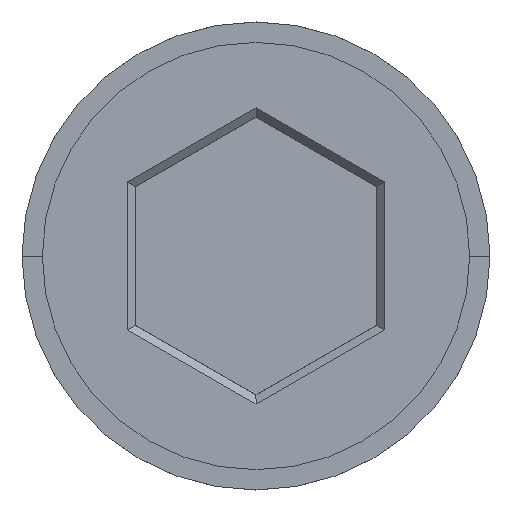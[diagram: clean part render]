
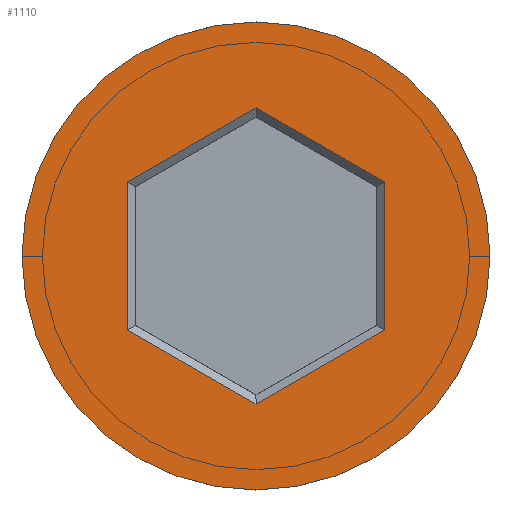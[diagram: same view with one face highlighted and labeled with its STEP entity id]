
A CAD part, top view. The second image highlights one B-rep face of the part: STEP entity #1110.
In plain terms, the highlighted planar face has unit normal (0, 0, 1).
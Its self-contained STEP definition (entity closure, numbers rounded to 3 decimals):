
#18 = DIRECTION ( 'NONE',  ( 0., 0., 1. ) ) ;
#29 = CARTESIAN_POINT ( 'NONE',  ( 3.15, -1.819, 0. ) ) ;
#49 = VERTEX_POINT ( 'NONE', #244 ) ;
#87 = ORIENTED_EDGE ( 'NONE', *, *, #1376, .T. ) ;
#94 = LINE ( 'NONE', #580, #1125 ) ;
#98 = DIRECTION ( 'NONE',  ( -0.866, -0.5, 0. ) ) ;
#138 = CARTESIAN_POINT ( 'NONE',  ( 0., 0., 0. ) ) ;
#139 = VERTEX_POINT ( 'NONE', #1248 ) ;
#144 = CARTESIAN_POINT ( 'NONE',  ( -3.15, 1.819, 0. ) ) ;
#145 = ORIENTED_EDGE ( 'NONE', *, *, #930, .T. ) ;
#173 = DIRECTION ( 'NONE',  ( 0., 0., 1. ) ) ;
#180 = VECTOR ( 'NONE', #1191, 1000. ) ;
#182 = CIRCLE ( 'NONE', #983, 5.75 ) ;
#200 = LINE ( 'NONE', #540, #905 ) ;
#204 = CARTESIAN_POINT ( 'NONE',  ( 0., 0., 0. ) ) ;
#207 = CARTESIAN_POINT ( 'NONE',  ( 3.15, 1.819, 0. ) ) ;
#214 = EDGE_CURVE ( 'NONE', #593, #578, #94, .T. ) ;
#244 = CARTESIAN_POINT ( 'NONE',  ( 5.75, 0., 0. ) ) ;
#279 = EDGE_CURVE ( 'NONE', #139, #49, #182, .T. ) ;
#364 = CIRCLE ( 'NONE', #448, 5.75 ) ;
#371 = EDGE_CURVE ( 'NONE', #520, #617, #200, .T. ) ;
#385 = VECTOR ( 'NONE', #1158, 1000. ) ;
#397 = CARTESIAN_POINT ( 'NONE',  ( 3.05, 1.876, 0. ) ) ;
#403 = DIRECTION ( 'NONE',  ( -0.866, 0.5, 0. ) ) ;
#448 = AXIS2_PLACEMENT_3D ( 'NONE', #204, #832, #740 ) ;
#462 = DIRECTION ( 'NONE',  ( 1., 0., 0. ) ) ;
#483 = PLANE ( 'NONE',  #845 ) ;
#489 = ORIENTED_EDGE ( 'NONE', *, *, #1397, .T. ) ;
#500 = EDGE_CURVE ( 'NONE', #617, #593, #627, .T. ) ;
#520 = VERTEX_POINT ( 'NONE', #29 ) ;
#540 = CARTESIAN_POINT ( 'NONE',  ( 0.1, -3.58, 0. ) ) ;
#578 = VERTEX_POINT ( 'NONE', #144 ) ;
#580 = CARTESIAN_POINT ( 'NONE',  ( -3.15, 1.703, 0. ) ) ;
#593 = VERTEX_POINT ( 'NONE', #902 ) ;
#617 = VERTEX_POINT ( 'NONE', #1035 ) ;
#627 = LINE ( 'NONE', #691, #1015 ) ;
#669 = FACE_BOUND ( 'NONE', #1434, .T. ) ;
#691 = CARTESIAN_POINT ( 'NONE',  ( -3.05, -1.876, 0. ) ) ;
#705 = VECTOR ( 'NONE', #1011, 1000. ) ;
#710 = CARTESIAN_POINT ( 'NONE',  ( 0., 0., 0. ) ) ;
#713 = LINE ( 'NONE', #397, #385 ) ;
#740 = DIRECTION ( 'NONE',  ( 1., 0., 0. ) ) ;
#830 = VERTEX_POINT ( 'NONE', #207 ) ;
#832 = DIRECTION ( 'NONE',  ( 0., 0., 1. ) ) ;
#845 = AXIS2_PLACEMENT_3D ( 'NONE', #138, #18, #462 ) ;
#894 = DIRECTION ( 'NONE',  ( 0., 1., 0. ) ) ;
#902 = CARTESIAN_POINT ( 'NONE',  ( -3.15, -1.819, 0. ) ) ;
#905 = VECTOR ( 'NONE', #98, 1000. ) ;
#930 = EDGE_CURVE ( 'NONE', #972, #830, #713, .T. ) ;
#942 = ORIENTED_EDGE ( 'NONE', *, *, #371, .T. ) ;
#949 = LINE ( 'NONE', #1394, #180 ) ;
#955 = ORIENTED_EDGE ( 'NONE', *, *, #214, .T. ) ;
#972 = VERTEX_POINT ( 'NONE', #1398 ) ;
#983 = AXIS2_PLACEMENT_3D ( 'NONE', #710, #173, #1265 ) ;
#1011 = DIRECTION ( 'NONE',  ( 0., -1., 0. ) ) ;
#1015 = VECTOR ( 'NONE', #403, 1000. ) ;
#1035 = CARTESIAN_POINT ( 'NONE',  ( 0., -3.637, 0. ) ) ;
#1110 = ADVANCED_FACE ( 'NONE', ( #669, #1360 ), #483, .T. ) ;
#1115 = LINE ( 'NONE', #1319, #705 ) ;
#1125 = VECTOR ( 'NONE', #894, 1000. ) ;
#1132 = ORIENTED_EDGE ( 'NONE', *, *, #1161, .T. ) ;
#1158 = DIRECTION ( 'NONE',  ( 0.866, -0.5, 0. ) ) ;
#1161 = EDGE_CURVE ( 'NONE', #830, #520, #1115, .T. ) ;
#1191 = DIRECTION ( 'NONE',  ( 0.866, 0.5, 0. ) ) ;
#1217 = EDGE_LOOP ( 'NONE', ( #489, #1271 ) ) ;
#1248 = CARTESIAN_POINT ( 'NONE',  ( -5.75, 0., 0. ) ) ;
#1265 = DIRECTION ( 'NONE',  ( 1., 0., 0. ) ) ;
#1271 = ORIENTED_EDGE ( 'NONE', *, *, #279, .T. ) ;
#1319 = CARTESIAN_POINT ( 'NONE',  ( 3.15, -1.703, 0. ) ) ;
#1340 = ORIENTED_EDGE ( 'NONE', *, *, #500, .T. ) ;
#1360 = FACE_OUTER_BOUND ( 'NONE', #1217, .T. ) ;
#1376 = EDGE_CURVE ( 'NONE', #578, #972, #949, .T. ) ;
#1394 = CARTESIAN_POINT ( 'NONE',  ( -0.1, 3.58, 0. ) ) ;
#1397 = EDGE_CURVE ( 'NONE', #49, #139, #364, .T. ) ;
#1398 = CARTESIAN_POINT ( 'NONE',  ( 0., 3.637, 0. ) ) ;
#1434 = EDGE_LOOP ( 'NONE', ( #1340, #955, #87, #145, #1132, #942 ) ) ;
